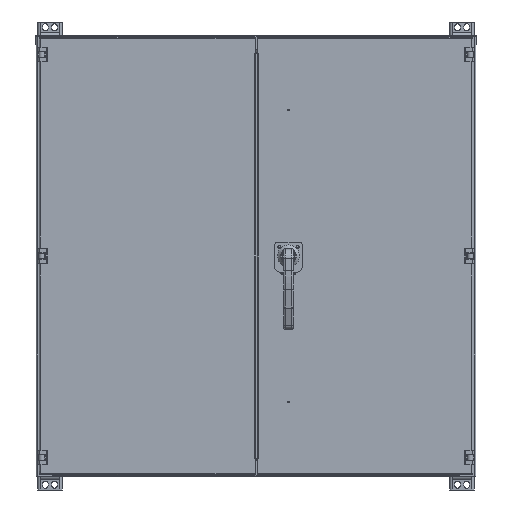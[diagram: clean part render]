
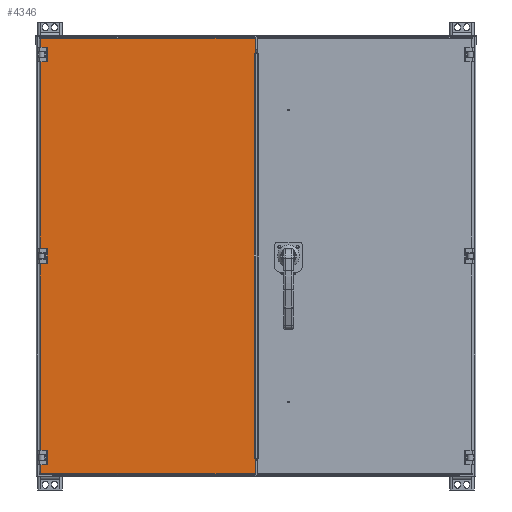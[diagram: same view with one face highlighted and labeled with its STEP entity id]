
A CAD part, front view. The second image highlights one B-rep face of the part: STEP entity #4346.
In plain terms, the highlighted planar face has unit normal (0, -1, 0).
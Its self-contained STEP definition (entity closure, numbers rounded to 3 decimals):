
#4346 = ADVANCED_FACE( '', ( #8884 ), #8885, .T. );
#8884 = FACE_OUTER_BOUND( '', #18099, .T. );
#8885 = PLANE( '', #18100 );
#18099 = EDGE_LOOP( '', ( #31407, #31408, #31409, #31410, #31411, #31412, #31413, #31414, #31415, #31416, #31417, #31418, #31419, #31420, #31421, #31422, #31423, #31424, #31425, #31426, #31427, #31428 ) );
#18100 = AXIS2_PLACEMENT_3D( '', #31429, #31430, #31431 );
#31407 = ORIENTED_EDGE( '', *, *, #35336, .F. );
#31408 = ORIENTED_EDGE( '', *, *, #36376, .F. );
#31409 = ORIENTED_EDGE( '', *, *, #38247, .F. );
#31410 = ORIENTED_EDGE( '', *, *, #37088, .F. );
#31411 = ORIENTED_EDGE( '', *, *, #34315, .F. );
#31412 = ORIENTED_EDGE( '', *, *, #34479, .F. );
#31413 = ORIENTED_EDGE( '', *, *, #37580, .F. );
#31414 = ORIENTED_EDGE( '', *, *, #37456, .F. );
#31415 = ORIENTED_EDGE( '', *, *, #38248, .F. );
#31416 = ORIENTED_EDGE( '', *, *, #38249, .F. );
#31417 = ORIENTED_EDGE( '', *, *, #37298, .T. );
#31418 = ORIENTED_EDGE( '', *, *, #34731, .F. );
#31419 = ORIENTED_EDGE( '', *, *, #34179, .F. );
#31420 = ORIENTED_EDGE( '', *, *, #38250, .T. );
#31421 = ORIENTED_EDGE( '', *, *, #36398, .F. );
#31422 = ORIENTED_EDGE( '', *, *, #38251, .T. );
#31423 = ORIENTED_EDGE( '', *, *, #38252, .T. );
#31424 = ORIENTED_EDGE( '', *, *, #35150, .T. );
#31425 = ORIENTED_EDGE( '', *, *, #34631, .F. );
#31426 = ORIENTED_EDGE( '', *, *, #35481, .F. );
#31427 = ORIENTED_EDGE( '', *, *, #38253, .F. );
#31428 = ORIENTED_EDGE( '', *, *, #35375, .F. );
#31429 = CARTESIAN_POINT( '', ( -224.631, 0., -454.819 ) );
#31430 = DIRECTION( '', ( 0., -1., 0. ) );
#31431 = DIRECTION( '', ( 0., 0., -1. ) );
#34179 = EDGE_CURVE( '', #39168, #39170, #39171, .T. );
#34315 = EDGE_CURVE( '', #39419, #39420, #39421, .T. );
#34479 = EDGE_CURVE( '', #39720, #39419, #39722, .T. );
#34631 = EDGE_CURVE( '', #39982, #39983, #39984, .T. );
#34731 = EDGE_CURVE( '', #39170, #40150, #40151, .T. );
#35150 = EDGE_CURVE( '', #40862, #39983, #40863, .T. );
#35336 = EDGE_CURVE( '', #41162, #41163, #41164, .T. );
#35375 = EDGE_CURVE( '', #41163, #41228, #41229, .T. );
#35481 = EDGE_CURVE( '', #41395, #39982, #41397, .T. );
#36376 = EDGE_CURVE( '', #42756, #41162, #42758, .T. );
#36398 = EDGE_CURVE( '', #42787, #40682, #42789, .T. );
#37088 = EDGE_CURVE( '', #39420, #43736, #43737, .T. );
#37298 = EDGE_CURVE( '', #44021, #40150, #44022, .T. );
#37456 = EDGE_CURVE( '', #44234, #44236, #44237, .T. );
#37580 = EDGE_CURVE( '', #44236, #39720, #44393, .T. );
#38247 = EDGE_CURVE( '', #43736, #42756, #45169, .T. );
#38248 = EDGE_CURVE( '', #40072, #44234, #45170, .T. );
#38249 = EDGE_CURVE( '', #44021, #40072, #45171, .T. );
#38250 = EDGE_CURVE( '', #39168, #40682, #45172, .T. );
#38251 = EDGE_CURVE( '', #42787, #45173, #45174, .T. );
#38252 = EDGE_CURVE( '', #45173, #40862, #45175, .T. );
#38253 = EDGE_CURVE( '', #41228, #41395, #45176, .T. );
#39168 = VERTEX_POINT( '', #47018 );
#39170 = VERTEX_POINT( '', #47021 );
#39171 = LINE( '', #47022, #47023 );
#39419 = VERTEX_POINT( '', #47842 );
#39420 = VERTEX_POINT( '', #47843 );
#39421 = LINE( '', #47844, #47845 );
#39720 = VERTEX_POINT( '', #48641 );
#39722 = LINE( '', #48644, #48645 );
#39982 = VERTEX_POINT( '', #49276 );
#39983 = VERTEX_POINT( '', #49277 );
#39984 = LINE( '', #49278, #49279 );
#40072 = VERTEX_POINT( '', #49477 );
#40150 = VERTEX_POINT( '', #49689 );
#40151 = LINE( '', #49690, #49691 );
#40682 = VERTEX_POINT( '', #51019 );
#40862 = VERTEX_POINT( '', #51385 );
#40863 = LINE( '', #51386, #51387 );
#41162 = VERTEX_POINT( '', #52098 );
#41163 = VERTEX_POINT( '', #52099 );
#41164 = LINE( '', #52100, #52101 );
#41228 = VERTEX_POINT( '', #52200 );
#41229 = LINE( '', #52201, #52202 );
#41395 = VERTEX_POINT( '', #52546 );
#41397 = LINE( '', #52549, #52550 );
#42756 = VERTEX_POINT( '', #56049 );
#42758 = LINE( '', #56052, #56053 );
#42787 = VERTEX_POINT( '', #56126 );
#42789 = LINE( '', #56129, #56130 );
#43736 = VERTEX_POINT( '', #58297 );
#43737 = LINE( '', #58298, #58299 );
#44021 = VERTEX_POINT( '', #59005 );
#44022 = LINE( '', #59006, #59007 );
#44234 = VERTEX_POINT( '', #59549 );
#44236 = VERTEX_POINT( '', #59551 );
#44237 = LINE( '', #59552, #59553 );
#44393 = LINE( '', #59950, #59951 );
#45169 = LINE( '', #61755, #61756 );
#45170 = LINE( '', #61757, #61758 );
#45171 = LINE( '', #61759, #61760 );
#45172 = LINE( '', #61761, #61762 );
#45173 = VERTEX_POINT( '', #61763 );
#45174 = LINE( '', #61764, #61765 );
#45175 = LINE( '', #61766, #61767 );
#45176 = LINE( '', #61768, #61769 );
#47018 = CARTESIAN_POINT( '', ( 222.294, 0., -421.088 ) );
#47021 = CARTESIAN_POINT( '', ( 222.294, 0., -421.09 ) );
#47022 = CARTESIAN_POINT( '', ( 222.294, 0., -421.09 ) );
#47023 = VECTOR( '', #62576, 1000. );
#47842 = CARTESIAN_POINT( '', ( -222.294, 0., -408.788 ) );
#47843 = CARTESIAN_POINT( '', ( -222.294, 0., -10.312 ) );
#47844 = CARTESIAN_POINT( '', ( -222.294, 0., -452.482 ) );
#47845 = VECTOR( '', #62618, 1000. );
#48641 = CARTESIAN_POINT( '', ( -210.128, 0., -408.788 ) );
#48644 = CARTESIAN_POINT( '', ( -224.631, 0., -408.788 ) );
#48645 = VECTOR( '', #62720, 1000. );
#49276 = CARTESIAN_POINT( '', ( -222.294, 0., 429.412 ) );
#49277 = CARTESIAN_POINT( '', ( -222.294, 0., 452.482 ) );
#49278 = CARTESIAN_POINT( '', ( -222.294, 0., -452.482 ) );
#49279 = VECTOR( '', #62842, 1000. );
#49477 = CARTESIAN_POINT( '', ( -222.294, 0., -452.482 ) );
#49689 = CARTESIAN_POINT( '', ( 224.631, 0., -421.09 ) );
#49690 = CARTESIAN_POINT( '', ( 224.631, 0., -421.09 ) );
#49691 = VECTOR( '', #62917, 1000. );
#51019 = CARTESIAN_POINT( '', ( 222.294, 0., 421.088 ) );
#51385 = CARTESIAN_POINT( '', ( 224.631, 0., 452.482 ) );
#51386 = CARTESIAN_POINT( '', ( -222.294, 0., 452.482 ) );
#51387 = VECTOR( '', #63234, 1000. );
#52098 = CARTESIAN_POINT( '', ( -222.294, 0., 10.312 ) );
#52099 = CARTESIAN_POINT( '', ( -222.294, 0., 408.788 ) );
#52100 = CARTESIAN_POINT( '', ( -222.294, 0., -452.482 ) );
#52101 = VECTOR( '', #63367, 1000. );
#52200 = CARTESIAN_POINT( '', ( -210.128, 0., 408.788 ) );
#52201 = CARTESIAN_POINT( '', ( -224.631, 0., 408.788 ) );
#52202 = VECTOR( '', #63394, 1000. );
#52546 = CARTESIAN_POINT( '', ( -210.128, 0., 429.412 ) );
#52549 = CARTESIAN_POINT( '', ( -224.631, 0., 429.412 ) );
#52550 = VECTOR( '', #63477, 1000. );
#56049 = CARTESIAN_POINT( '', ( -210.128, 0., 10.312 ) );
#56052 = CARTESIAN_POINT( '', ( -224.631, 0., 10.312 ) );
#56053 = VECTOR( '', #64131, 1000. );
#56126 = CARTESIAN_POINT( '', ( 222.294, 0., 421.09 ) );
#56129 = CARTESIAN_POINT( '', ( 222.294, 0., -421.09 ) );
#56130 = VECTOR( '', #64155, 1000. );
#58297 = CARTESIAN_POINT( '', ( -210.128, 0., -10.312 ) );
#58298 = CARTESIAN_POINT( '', ( -224.631, 0., -10.312 ) );
#58299 = VECTOR( '', #64665, 1000. );
#59005 = CARTESIAN_POINT( '', ( 224.631, 0., -452.482 ) );
#59006 = CARTESIAN_POINT( '', ( 224.631, 0., -454.819 ) );
#59007 = VECTOR( '', #64791, 1000. );
#59549 = CARTESIAN_POINT( '', ( -222.294, 0., -429.412 ) );
#59551 = CARTESIAN_POINT( '', ( -210.128, 0., -429.412 ) );
#59552 = CARTESIAN_POINT( '', ( -224.631, 0., -429.412 ) );
#59553 = VECTOR( '', #64897, 1000. );
#59950 = CARTESIAN_POINT( '', ( -210.128, 0., -454.819 ) );
#59951 = VECTOR( '', #65002, 1000. );
#61755 = CARTESIAN_POINT( '', ( -210.128, 0., -35.719 ) );
#61756 = VECTOR( '', #65423, 1000. );
#61757 = CARTESIAN_POINT( '', ( -222.294, 0., -452.482 ) );
#61758 = VECTOR( '', #65424, 1000. );
#61759 = CARTESIAN_POINT( '', ( 224.631, 0., -452.482 ) );
#61760 = VECTOR( '', #65425, 1000. );
#61761 = CARTESIAN_POINT( '', ( 222.294, 0., -421.088 ) );
#61762 = VECTOR( '', #65426, 1000. );
#61763 = CARTESIAN_POINT( '', ( 224.631, 0., 421.09 ) );
#61764 = CARTESIAN_POINT( '', ( 224.631, 0., 421.09 ) );
#61765 = VECTOR( '', #65427, 1000. );
#61766 = CARTESIAN_POINT( '', ( 224.631, 0., -454.819 ) );
#61767 = VECTOR( '', #65428, 1000. );
#61768 = CARTESIAN_POINT( '', ( -210.128, 0., 383.381 ) );
#61769 = VECTOR( '', #65429, 1000. );
#62576 = DIRECTION( '', ( 0., 0., -1. ) );
#62618 = DIRECTION( '', ( 0., 0., 1. ) );
#62720 = DIRECTION( '', ( -1., 0., 0. ) );
#62842 = DIRECTION( '', ( 0., 0., 1. ) );
#62917 = DIRECTION( '', ( 1., 0., 0. ) );
#63234 = DIRECTION( '', ( -1., 0., 0. ) );
#63367 = DIRECTION( '', ( 0., 0., 1. ) );
#63394 = DIRECTION( '', ( 1., 0., 0. ) );
#63477 = DIRECTION( '', ( -1., 0., 0. ) );
#64131 = DIRECTION( '', ( -1., 0., 0. ) );
#64155 = DIRECTION( '', ( 0., 0., -1. ) );
#64665 = DIRECTION( '', ( 1., 0., 0. ) );
#64791 = DIRECTION( '', ( 0., 0., 1. ) );
#64897 = DIRECTION( '', ( 1., 0., 0. ) );
#65002 = DIRECTION( '', ( 0., 0., 1. ) );
#65423 = DIRECTION( '', ( 0., 0., 1. ) );
#65424 = DIRECTION( '', ( 0., 0., 1. ) );
#65425 = DIRECTION( '', ( -1., 0., 0. ) );
#65426 = DIRECTION( '', ( 0., 0., 1. ) );
#65427 = DIRECTION( '', ( 1., 0., 0. ) );
#65428 = DIRECTION( '', ( 0., 0., 1. ) );
#65429 = DIRECTION( '', ( 0., 0., 1. ) );
